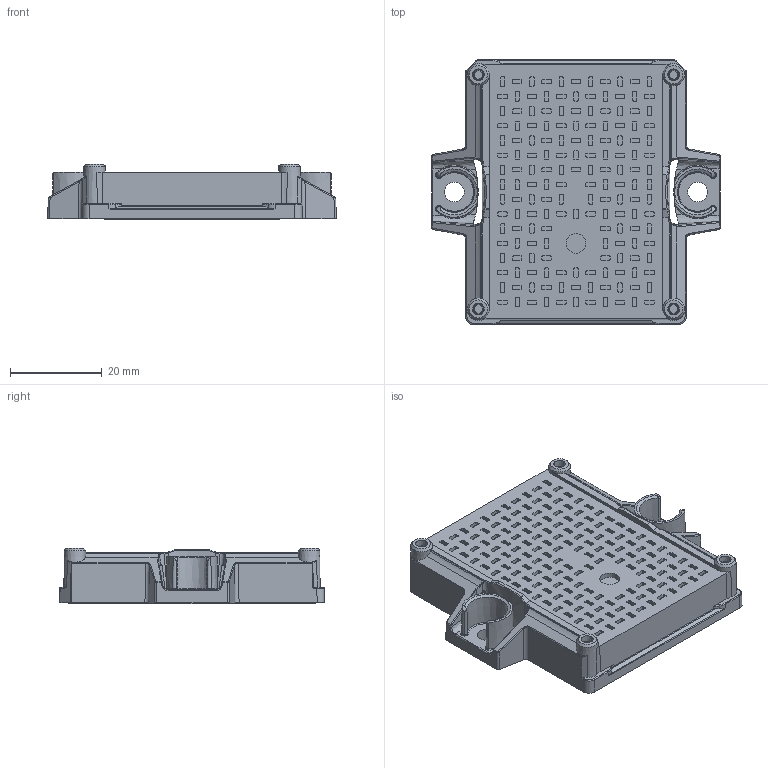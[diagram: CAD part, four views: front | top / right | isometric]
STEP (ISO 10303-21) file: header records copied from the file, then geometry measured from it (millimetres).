
FILE_DESCRIPTION(/* description */ ('Unknown'),/* implementation_level */ '2;1');
FILE_NAME(/* name */ 'FlowE2-4T12Z-L180(350)-02-02-OL',/* time_stamp */ '2018-03-23T15:16:49+01:00',/* author */ ('Unknown'),/* organization */ ('Unknown'),/* preprocessor_version */ 'ST-DEVELOPER v16.7',/* originating_system */ 'DEX',/* authorisation */ $);
FILE_SCHEMA (('AUTOMOTIVE_DESIGN {1 0 10303 214 3 1 1}'));
Products named in the file (1): FlowE2-4T12Z-L180-02-OL
Bounding box: 62.8 x 57.68 x 12 mm (x, y, z)
Volume: 26472 mm3; surface area: 12163.6 mm2
Topology: 1 solids, 1 shells, 3381 faces, 8080 edges, 4869 vertices
Faces by surface type: plane 1663, cylinder 839, cone 714, bspline 119, torus 28, sphere 18
Full cylindrical faces by diameter (mm): 4.3 x3
Entity records: 121567 total; most frequent: CARTESIAN_POINT 19208, DIRECTION 16846, ORIENTED_EDGE 16056, EDGE_CURVE 8028, AXIS2_PLACEMENT_3D 5837, LINE 5172, VECTOR 5172, VERTEX_POINT 4856
